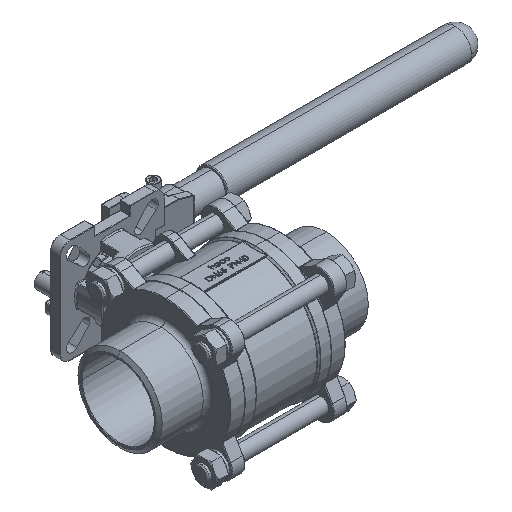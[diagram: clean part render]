
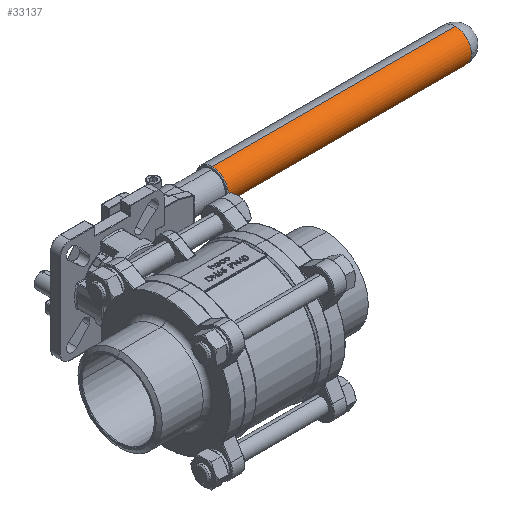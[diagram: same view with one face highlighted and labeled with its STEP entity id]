
A CAD part, isometric view. The second image highlights one B-rep face of the part: STEP entity #33137.
In plain terms, the highlighted cylindrical face has radius 14.5 mm (diameter 29 mm), a partial arc.
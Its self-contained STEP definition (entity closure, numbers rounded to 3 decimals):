
#916 = CIRCLE ( 'NONE', #25380, 14.5 ) ;
#1407 = CARTESIAN_POINT ( 'NONE',  ( 349.663, 126., 14.5 ) ) ;
#4433 = EDGE_LOOP ( 'NONE', ( #18514, #43663, #4849, #16892, #35708 ) ) ;
#4784 = EDGE_CURVE ( 'NONE', #15115, #41413, #47335, .T. ) ;
#4849 = ORIENTED_EDGE ( 'NONE', *, *, #52411, .T. ) ;
#5344 = CYLINDRICAL_SURFACE ( 'NONE', #14979, 14.5 ) ;
#7619 = VERTEX_POINT ( 'NONE', #40067 ) ;
#11919 = DIRECTION ( 'NONE',  ( 0., 0., 1. ) ) ;
#12462 = AXIS2_PLACEMENT_3D ( 'NONE', #18102, #23470, #11919 ) ;
#13909 = DIRECTION ( 'NONE',  ( 0., 0., -1. ) ) ;
#14682 = FACE_OUTER_BOUND ( 'NONE', #4433, .T. ) ;
#14979 = AXIS2_PLACEMENT_3D ( 'NONE', #30468, #51802, #40669 ) ;
#15115 = VERTEX_POINT ( 'NONE', #46207 ) ;
#16892 = ORIENTED_EDGE ( 'NONE', *, *, #24400, .F. ) ;
#18102 = CARTESIAN_POINT ( 'NONE',  ( 116.2, 126., 0. ) ) ;
#18514 = ORIENTED_EDGE ( 'NONE', *, *, #4784, .F. ) ;
#22760 = DIRECTION ( 'NONE',  ( 0., 0., -1. ) ) ;
#23214 = CIRCLE ( 'NONE', #24258, 14.5 ) ;
#23470 = DIRECTION ( 'NONE',  ( 1., 0., 0. ) ) ;
#24258 = AXIS2_PLACEMENT_3D ( 'NONE', #29954, #35411, #13909 ) ;
#24400 = EDGE_CURVE ( 'NONE', #7619, #54684, #916, .T. ) ;
#25380 = AXIS2_PLACEMENT_3D ( 'NONE', #27235, #66050, #22760 ) ;
#27235 = CARTESIAN_POINT ( 'NONE',  ( 335.5, 126., 0. ) ) ;
#27750 = EDGE_CURVE ( 'NONE', #41413, #7619, #23214, .T. ) ;
#28288 = CARTESIAN_POINT ( 'NONE',  ( 116.2, 126., -14.5 ) ) ;
#29954 = CARTESIAN_POINT ( 'NONE',  ( 335.5, 126., 0. ) ) ;
#30468 = CARTESIAN_POINT ( 'NONE',  ( 349.663, 126., 0. ) ) ;
#33137 = ADVANCED_FACE ( 'NONE', ( #14682 ), #5344, .T. ) ;
#35411 = DIRECTION ( 'NONE',  ( 1., 0., 0. ) ) ;
#35622 = VECTOR ( 'NONE', #56601, 1000. ) ;
#35708 = ORIENTED_EDGE ( 'NONE', *, *, #27750, .F. ) ;
#37530 = CIRCLE ( 'NONE', #12462, 14.5 ) ;
#40067 = CARTESIAN_POINT ( 'NONE',  ( 335.5, 111.5, 0. ) ) ;
#40669 = DIRECTION ( 'NONE',  ( 0., 0., -1. ) ) ;
#41413 = VERTEX_POINT ( 'NONE', #53547 ) ;
#43663 = ORIENTED_EDGE ( 'NONE', *, *, #56074, .T. ) ;
#46108 = CARTESIAN_POINT ( 'NONE',  ( 349.663, 126., -14.5 ) ) ;
#46207 = CARTESIAN_POINT ( 'NONE',  ( 116.2, 126., 14.5 ) ) ;
#47335 = LINE ( 'NONE', #1407, #60111 ) ;
#51802 = DIRECTION ( 'NONE',  ( 1., 0., 0. ) ) ;
#52411 = EDGE_CURVE ( 'NONE', #55571, #54684, #66107, .T. ) ;
#53547 = CARTESIAN_POINT ( 'NONE',  ( 335.5, 126., 14.5 ) ) ;
#54684 = VERTEX_POINT ( 'NONE', #66088 ) ;
#55571 = VERTEX_POINT ( 'NONE', #28288 ) ;
#56074 = EDGE_CURVE ( 'NONE', #15115, #55571, #37530, .T. ) ;
#56601 = DIRECTION ( 'NONE',  ( 1., 0., 0. ) ) ;
#60111 = VECTOR ( 'NONE', #60425, 1000. ) ;
#60425 = DIRECTION ( 'NONE',  ( 1., 0., 0. ) ) ;
#66050 = DIRECTION ( 'NONE',  ( 1., 0., 0. ) ) ;
#66088 = CARTESIAN_POINT ( 'NONE',  ( 335.5, 126., -14.5 ) ) ;
#66107 = LINE ( 'NONE', #46108, #35622 ) ;
